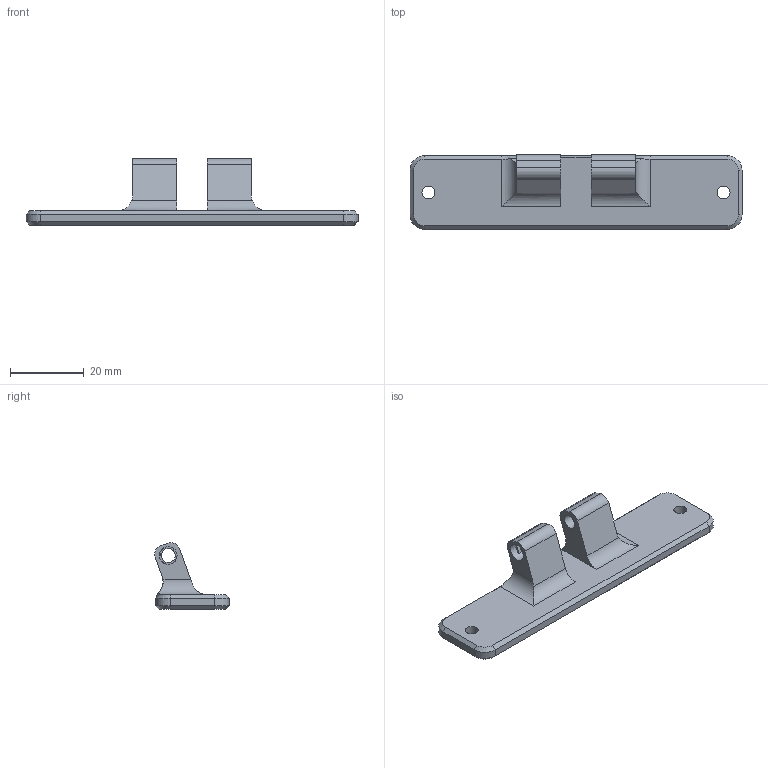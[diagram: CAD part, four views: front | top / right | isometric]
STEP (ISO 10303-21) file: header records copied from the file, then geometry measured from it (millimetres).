
FILE_DESCRIPTION(/* description */ (''),/* implementation_level */ '2;1');
FILE_NAME(/* name */ 'C270_Top_Center_Mount.step',/* time_stamp */ '2021-10-21T15:16:01+01:00',/* author */ (''),/* organization */ (''),/* preprocessor_version */ 'ST-DEVELOPER v18.1',/* originating_system */ 'Autodesk Translation Framework v10.10.0.1391',/* authorisation */ '');
FILE_SCHEMA (('AUTOMOTIVE_DESIGN { 1 0 10303 214 3 1 1 }'));
Length unit declared in the file: millimetre
Products named in the file (1): C270 Center Mount
Bounding box: 90 x 20.25 x 18.1 mm (x, y, z)
Volume: 9106.5 mm3; surface area: 5429.2 mm2
Topology: 1 solids, 1 shells, 62 faces, 155 edges, 96 vertices
Faces by surface type: plane 31, cylinder 19, cone 10, bspline 2
Full cylindrical faces by diameter (mm): 3.5 x2, 3.8 x1, 4.8 x2
Entity records: 1965 total; most frequent: CARTESIAN_POINT 417, DIRECTION 320, ORIENTED_EDGE 310, EDGE_CURVE 155, AXIS2_PLACEMENT_3D 111, LINE 98, VECTOR 98, VERTEX_POINT 96
